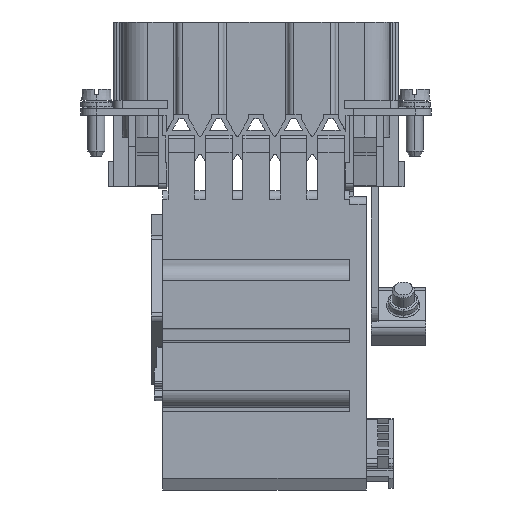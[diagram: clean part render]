
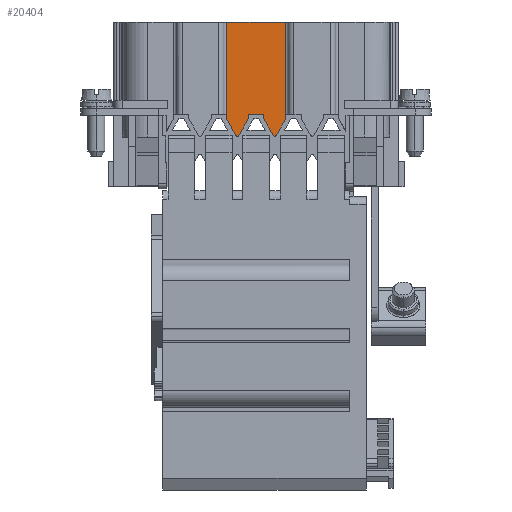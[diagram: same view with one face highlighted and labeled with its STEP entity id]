
A CAD part, left-side view. The second image highlights one B-rep face of the part: STEP entity #20404.
In plain terms, the highlighted planar face has unit normal (-1, 0, 0).
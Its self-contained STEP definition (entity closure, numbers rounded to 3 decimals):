
#20320=AXIS2_PLACEMENT_3D('Plane Axis2P3D',#20317,#20318,#20319) ;
#20333=AXIS2_PLACEMENT_3D('Circle Axis2P3D',#20331,#20332,$) ;
#20359=AXIS2_PLACEMENT_3D('Circle Axis2P3D',#20357,#20358,$) ;
#16397=CARTESIAN_POINT('Vertex',(4.5,36.65,83.8)) ;
#16400=CARTESIAN_POINT('Line Origine',(4.5,31.4,83.8)) ;
#16404=CARTESIAN_POINT('Vertex',(4.5,26.15,83.8)) ;
#20286=CARTESIAN_POINT('Vertex',(4.5,36.65,66.327)) ;
#20291=CARTESIAN_POINT('Line Origine',(4.5,36.65,63.2)) ;
#20317=CARTESIAN_POINT('Axis2P3D Location',(4.5,15.55,69.8)) ;
#20322=CARTESIAN_POINT('Line Origine',(4.5,29.18,64.993)) ;
#20326=CARTESIAN_POINT('Vertex',(4.5,28.31,63.486)) ;
#20328=CARTESIAN_POINT('Vertex',(4.5,30.05,66.5)) ;
#20331=CARTESIAN_POINT('Axis2P3D Location',(4.5,28.05,63.636)) ;
#20335=CARTESIAN_POINT('Vertex',(4.5,27.79,63.486)) ;
#20338=CARTESIAN_POINT('Line Origine',(4.5,26.97,64.906)) ;
#20342=CARTESIAN_POINT('Vertex',(4.5,26.15,66.327)) ;
#20345=CARTESIAN_POINT('Line Origine',(4.5,26.15,75.063)) ;
#20350=CARTESIAN_POINT('Line Origine',(4.5,35.83,64.906)) ;
#20354=CARTESIAN_POINT('Vertex',(4.5,35.01,63.486)) ;
#20357=CARTESIAN_POINT('Axis2P3D Location',(4.5,34.75,63.636)) ;
#20361=CARTESIAN_POINT('Vertex',(4.5,34.49,63.486)) ;
#20364=CARTESIAN_POINT('Line Origine',(4.5,33.62,64.993)) ;
#20368=CARTESIAN_POINT('Vertex',(4.5,32.75,66.5)) ;
#20371=CARTESIAN_POINT('Line Origine',(4.5,32.75,66.9)) ;
#20375=CARTESIAN_POINT('Vertex',(4.5,32.75,67.3)) ;
#20378=CARTESIAN_POINT('Line Origine',(4.5,31.4,67.3)) ;
#20382=CARTESIAN_POINT('Vertex',(4.5,30.05,67.3)) ;
#20385=CARTESIAN_POINT('Line Origine',(4.5,30.05,66.9)) ;
#16401=DIRECTION('Vector Direction',(0.,1.,0.)) ;
#20292=DIRECTION('Vector Direction',(0.,0.,-1.)) ;
#20318=DIRECTION('Axis2P3D Direction',(-1.,0.,0.)) ;
#20319=DIRECTION('Axis2P3D XDirection',(0.,1.,0.)) ;
#20323=DIRECTION('Vector Direction',(0.,0.5,0.866)) ;
#20332=DIRECTION('Axis2P3D Direction',(-1.,0.,0.)) ;
#20339=DIRECTION('Vector Direction',(0.,0.5,-0.866)) ;
#20346=DIRECTION('Vector Direction',(0.,0.,1.)) ;
#20351=DIRECTION('Vector Direction',(0.,0.5,0.866)) ;
#20358=DIRECTION('Axis2P3D Direction',(-1.,0.,0.)) ;
#20365=DIRECTION('Vector Direction',(0.,0.5,-0.866)) ;
#20372=DIRECTION('Vector Direction',(0.,0.,-1.)) ;
#20379=DIRECTION('Vector Direction',(0.,1.,0.)) ;
#20386=DIRECTION('Vector Direction',(0.,0.,1.)) ;
#16402=VECTOR('Line Direction',#16401,1.) ;
#20293=VECTOR('Line Direction',#20292,1.) ;
#20324=VECTOR('Line Direction',#20323,1.) ;
#20340=VECTOR('Line Direction',#20339,1.) ;
#20347=VECTOR('Line Direction',#20346,1.) ;
#20352=VECTOR('Line Direction',#20351,1.) ;
#20366=VECTOR('Line Direction',#20365,1.) ;
#20373=VECTOR('Line Direction',#20372,1.) ;
#20380=VECTOR('Line Direction',#20379,1.) ;
#20387=VECTOR('Line Direction',#20386,1.) ;
#20391=ORIENTED_EDGE('',*,*,#20330,.F.) ;
#20392=ORIENTED_EDGE('',*,*,#20337,.T.) ;
#20393=ORIENTED_EDGE('',*,*,#20344,.F.) ;
#20394=ORIENTED_EDGE('',*,*,#20349,.T.) ;
#20395=ORIENTED_EDGE('',*,*,#16406,.T.) ;
#20396=ORIENTED_EDGE('',*,*,#20295,.T.) ;
#20397=ORIENTED_EDGE('',*,*,#20356,.F.) ;
#20398=ORIENTED_EDGE('',*,*,#20363,.T.) ;
#20399=ORIENTED_EDGE('',*,*,#20370,.F.) ;
#20400=ORIENTED_EDGE('',*,*,#20377,.F.) ;
#20401=ORIENTED_EDGE('',*,*,#20384,.F.) ;
#20402=ORIENTED_EDGE('',*,*,#20389,.F.) ;
#20404=ADVANCED_FACE('Standard_1\\_1848750000',(#20403),#20321,.T.) ;
#20334=CIRCLE('generated circle',#20333,0.3) ;
#20360=CIRCLE('generated circle',#20359,0.3) ;
#16406=EDGE_CURVE('',#16405,#16398,#16403,.T.) ;
#20295=EDGE_CURVE('',#16398,#20287,#20294,.T.) ;
#20330=EDGE_CURVE('',#20327,#20329,#20325,.T.) ;
#20337=EDGE_CURVE('',#20327,#20336,#20334,.T.) ;
#20344=EDGE_CURVE('',#20343,#20336,#20341,.T.) ;
#20349=EDGE_CURVE('',#20343,#16405,#20348,.T.) ;
#20356=EDGE_CURVE('',#20355,#20287,#20353,.T.) ;
#20363=EDGE_CURVE('',#20355,#20362,#20360,.T.) ;
#20370=EDGE_CURVE('',#20369,#20362,#20367,.T.) ;
#20377=EDGE_CURVE('',#20376,#20369,#20374,.T.) ;
#20384=EDGE_CURVE('',#20383,#20376,#20381,.T.) ;
#20389=EDGE_CURVE('',#20329,#20383,#20388,.T.) ;
#20390=EDGE_LOOP('',(#20391,#20392,#20393,#20394,#20395,#20396,#20397,#20398,#20399,#20400,#20401,#20402)) ;
#20403=FACE_OUTER_BOUND('',#20390,.T.) ;
#16403=LINE('Line',#16400,#16402) ;
#20294=LINE('Line',#20291,#20293) ;
#20325=LINE('Line',#20322,#20324) ;
#20341=LINE('Line',#20338,#20340) ;
#20348=LINE('Line',#20345,#20347) ;
#20353=LINE('Line',#20350,#20352) ;
#20367=LINE('Line',#20364,#20366) ;
#20374=LINE('Line',#20371,#20373) ;
#20381=LINE('Line',#20378,#20380) ;
#20388=LINE('Line',#20385,#20387) ;
#20321=PLANE('',#20320) ;
#16398=VERTEX_POINT('',#16397) ;
#16405=VERTEX_POINT('',#16404) ;
#20287=VERTEX_POINT('',#20286) ;
#20327=VERTEX_POINT('',#20326) ;
#20329=VERTEX_POINT('',#20328) ;
#20336=VERTEX_POINT('',#20335) ;
#20343=VERTEX_POINT('',#20342) ;
#20355=VERTEX_POINT('',#20354) ;
#20362=VERTEX_POINT('',#20361) ;
#20369=VERTEX_POINT('',#20368) ;
#20376=VERTEX_POINT('',#20375) ;
#20383=VERTEX_POINT('',#20382) ;
